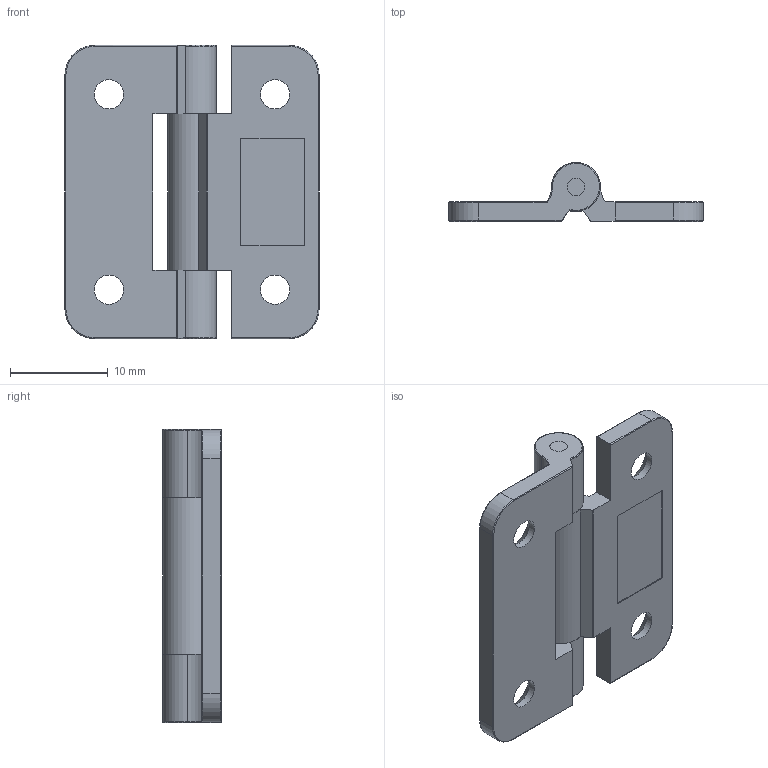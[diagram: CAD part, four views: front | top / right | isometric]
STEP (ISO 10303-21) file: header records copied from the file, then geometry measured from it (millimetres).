
FILE_DESCRIPTION(/* description */ (''),/* implementation_level */ '2;1');
FILE_NAME(/* name */ 'H-TC3026.stp',/* time_stamp */ '2025-12-18T15:59:26+09:00',/* author */ ('user'),/* organization */ (''),/* preprocessor_version */ 'ST-DEVELOPER v15.6',/* originating_system */ 'Autodesk Inventor 2015',/* authorisation */ '');
FILE_SCHEMA (('AUTOMOTIVE_DESIGN { 1 0 10303 214 3 1 1 }'));
Length unit declared in the file: millimetre
Products named in the file (4): 날개_1; 날개_2; 핀; H-TC3026
Bounding box: 26 x 6 x 30 mm (x, y, z)
Volume: 1725.5 mm3; surface area: 2353.6 mm2
Topology: 3 solids, 3 shells, 83 faces, 201 edges, 126 vertices
Faces by surface type: cylinder 34, plane 32, torus 12, cone 4, sphere 1
Full cylindrical faces by diameter (mm): 1.8 x4, 3 x4
Entity records: 2489 total; most frequent: DIRECTION 444, CARTESIAN_POINT 443, ORIENTED_EDGE 370, EDGE_CURVE 185, AXIS2_PLACEMENT_3D 173, VERTEX_POINT 122, EDGE_LOOP 111, LINE 98
